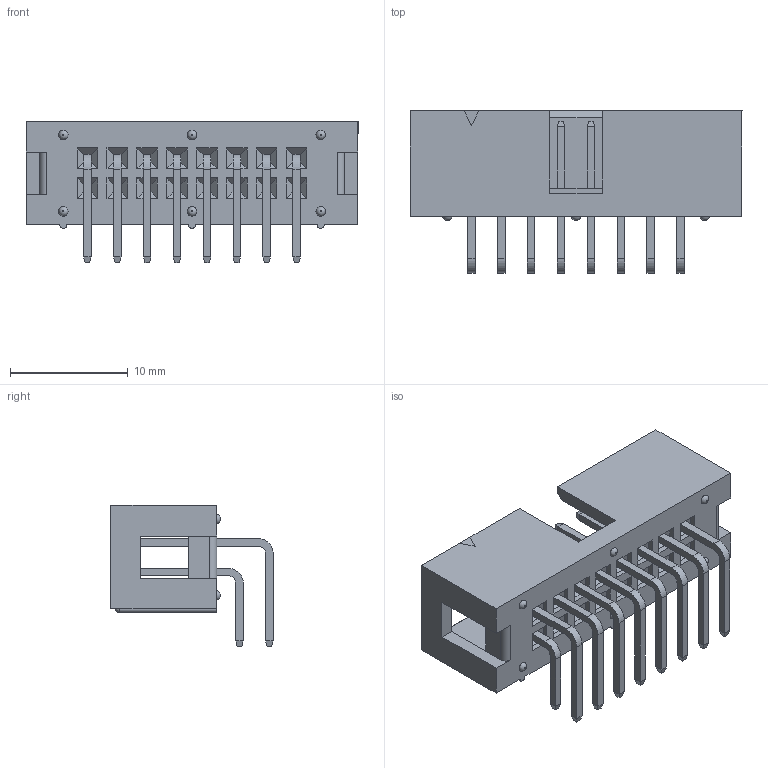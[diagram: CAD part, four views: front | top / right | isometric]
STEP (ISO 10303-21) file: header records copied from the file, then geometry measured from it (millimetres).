
FILE_DESCRIPTION(('STEP AP214'), '1');
FILE_NAME('DS1013-10RSiB', '2017-07-15T12:05:48', ('Nobody'), (''), 'ASCON STEP Converter 1.3', 'ASCON Math Kernel', '');
FILE_SCHEMA(('AUTOMOTIVE_DESIGN { 1 0 10303 214 3 1 1}'));
Length unit declared in the file: millimetre
Assembly tree (9 placements, depth 2):
  (unnamed)
    (unnamed)
    (unnamed)  x8
Bounding box: 28.22 x 13.8 x 12 mm (x, y, z)
Volume: 1109.1 mm3; surface area: 2331.8 mm2
Topology: 17 solids, 17 shells, 482 faces, 1097 edges, 664 vertices
Faces by surface type: plane 436, cylinder 37, torus 6, sphere 3
Entity records: 8473 total; most frequent: CARTESIAN_POINT 1096, ORIENTED_EDGE 1056, DIRECTION 1044, EDGE_CURVE 528, LINE 492, VECTOR 492, VERTEX_POINT 328, AXIS2_PLACEMENT_3D 276
